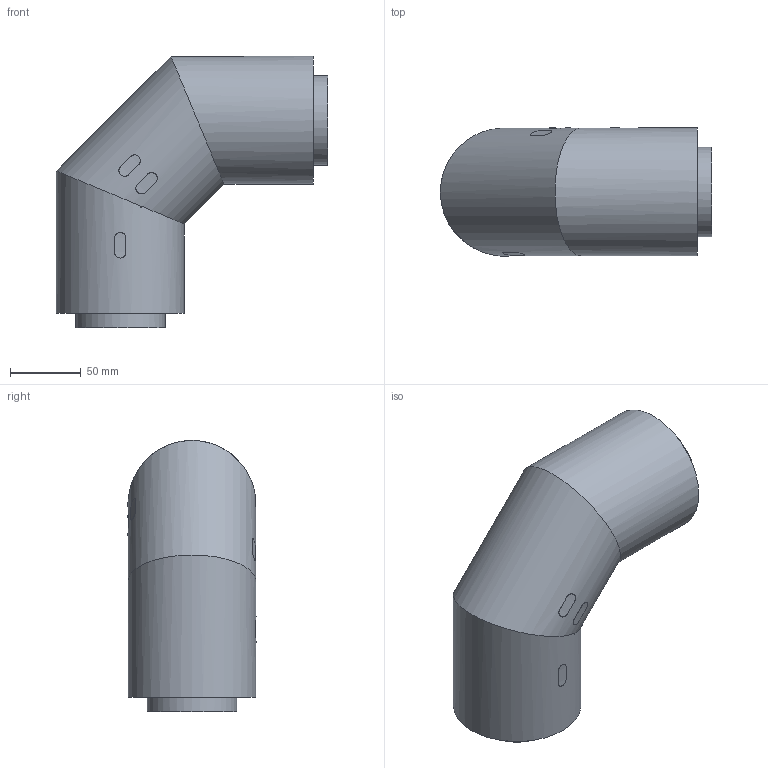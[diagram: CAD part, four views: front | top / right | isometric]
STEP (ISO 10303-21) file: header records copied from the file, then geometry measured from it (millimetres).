
FILE_DESCRIPTION( ( 'STEP AP214' ), '1' );
FILE_NAME( 'AGRU_70212906371_Poly-Flo Elbow 90°_from 2 Elbows 45°_PE 100-RC black_90_63 SDR17_11 (architecture400).stp', '2022-01-24T06:47:10', ( 'License CC BY-ND 4.0' ), ( 'CADENAS' ), ' ', 'PARTsolutions', ' ' );
FILE_SCHEMA( ( 'AUTOMOTIVE_DESIGN { 1 0 10303 214 1 1 1 1 }' ) );
Length unit declared in the file: millimetre
Products named in the file (1): _AGRU_70212906371_Poly-Flo Elbow 90°_from 2 Elbows 45°_PE 100-RC black_90/63  SDR17/11 (architecture400)
Bounding box: 191 x 90.2 x 191 mm (x, y, z)
Volume: 886513.7 mm3; surface area: 180261.5 mm2
Topology: 1 solids, 1 shells, 126 faces, 339 edges, 225 vertices
Faces by surface type: plane 72, cylinder 42, cone 12
Full cylindrical faces by diameter (mm): 51.4 x2, 52.2 x1, 63 x2, 79.2 x2, 90 x3
Entity records: 6002 total; most frequent: CARTESIAN_POINT 1911, ORIENTED_EDGE 644, DIRECTION 614, EDGE_CURVE 322, AXIS2_PLACEMENT_3D 219, VERTEX_POINT 218, LINE 176, VECTOR 176
